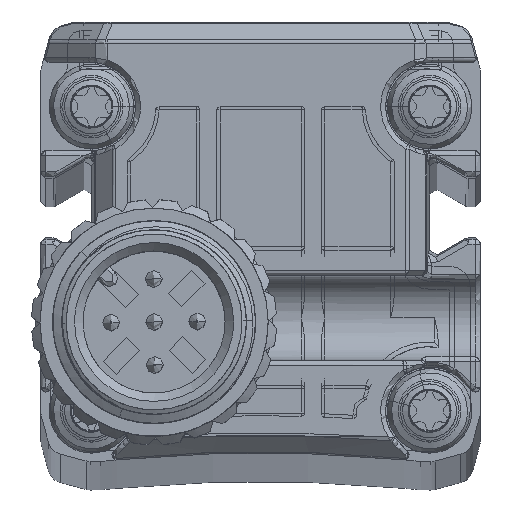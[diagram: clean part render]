
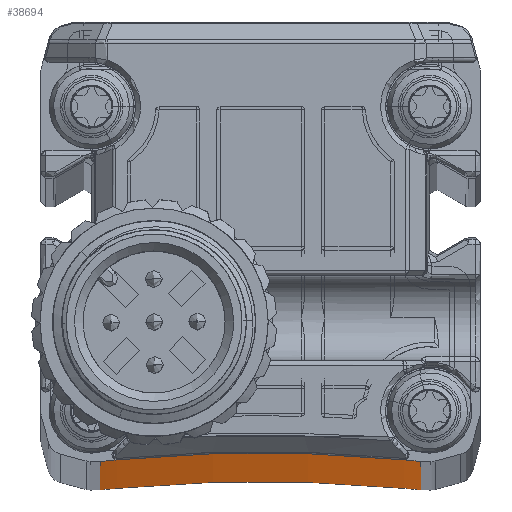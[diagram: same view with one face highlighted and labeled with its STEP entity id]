
A CAD part, top view. The second image highlights one B-rep face of the part: STEP entity #38694.
In plain terms, the highlighted cylindrical face has radius 90 mm (diameter 180 mm), a partial arc.
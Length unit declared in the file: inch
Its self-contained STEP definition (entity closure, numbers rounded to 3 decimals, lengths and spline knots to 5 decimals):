
#2214 = EDGE_CURVE ( 'NONE', #18827, #58095, #45213, .T. ) ;
#2988 = VERTEX_POINT ( 'NONE', #29224 ) ;
#4315 = VECTOR ( 'NONE', #25226, 39.37008 ) ;
#4605 = CIRCLE ( 'NONE', #17262, 3.54331 ) ;
#5448 = ORIENTED_EDGE ( 'NONE', *, *, #63254, .F. ) ;
#5710 = CARTESIAN_POINT ( 'NONE',  ( -0.37298, 0., 37.87402 ) ) ;
#7532 = VECTOR ( 'NONE', #47095, 39.37008 ) ;
#7713 = VERTEX_POINT ( 'NONE', #41223 ) ;
#7938 = DIRECTION ( 'NONE',  ( 1., 0., 0. ) ) ;
#8005 = EDGE_CURVE ( 'NONE', #65336, #53705, #24285, .T. ) ;
#8257 = EDGE_LOOP ( 'NONE', ( #23980, #44496, #37923, #10718, #56644, #48281, #5448, #63924, #61427, #23516, #18649, #10726 ) ) ;
#8267 = EDGE_CURVE ( 'NONE', #42433, #44110, #4605, .T. ) ;
#9229 = DIRECTION ( 'NONE',  ( 1., 0., 0. ) ) ;
#10718 = ORIENTED_EDGE ( 'NONE', *, *, #8267, .F. ) ;
#10726 = ORIENTED_EDGE ( 'NONE', *, *, #2214, .F. ) ;
#11373 = CARTESIAN_POINT ( 'NONE',  ( 0.37298, 0., 37.87402 ) ) ;
#11543 = LINE ( 'NONE', #11901, #40643 ) ;
#11901 = CARTESIAN_POINT ( 'NONE',  ( -0.33352, 0.00395, 0.33402 ) ) ;
#12929 = DIRECTION ( 'NONE',  ( 1., 0., 0. ) ) ;
#13582 = LINE ( 'NONE', #25129, #7532 ) ;
#13650 = CARTESIAN_POINT ( 'NONE',  ( 0., -3.52362, -0.07087 ) ) ;
#13937 = VECTOR ( 'NONE', #43808, 39.37008 ) ;
#15422 = VECTOR ( 'NONE', #49967, 39.37008 ) ;
#15544 = CARTESIAN_POINT ( 'NONE',  ( -0.33352, 0.00395, -0.07087 ) ) ;
#15819 = CARTESIAN_POINT ( 'NONE',  ( 0., -3.52362, -0.07087 ) ) ;
#17262 = AXIS2_PLACEMENT_3D ( 'NONE', #52826, #69783, #9229 ) ;
#18649 = ORIENTED_EDGE ( 'NONE', *, *, #20053, .F. ) ;
#18827 = VERTEX_POINT ( 'NONE', #38691 ) ;
#19148 = VERTEX_POINT ( 'NONE', #15544 ) ;
#19365 = EDGE_CURVE ( 'NONE', #19148, #58857, #61271, .T. ) ;
#19459 = LINE ( 'NONE', #40712, #4315 ) ;
#20053 = EDGE_CURVE ( 'NONE', #58095, #65336, #60024, .T. ) ;
#20163 = DIRECTION ( 'NONE',  ( 0., 0., -1. ) ) ;
#21213 = DIRECTION ( 'NONE',  ( 0., 0., 1. ) ) ;
#22853 = VERTEX_POINT ( 'NONE', #42130 ) ;
#23516 = ORIENTED_EDGE ( 'NONE', *, *, #8005, .F. ) ;
#23980 = ORIENTED_EDGE ( 'NONE', *, *, #63420, .F. ) ;
#24285 = CIRCLE ( 'NONE', #33507, 3.54331 ) ;
#25037 = EDGE_CURVE ( 'NONE', #58857, #42433, #33763, .T. ) ;
#25129 = CARTESIAN_POINT ( 'NONE',  ( -0.33352, 0.00395, 37.79528 ) ) ;
#25158 = FACE_OUTER_BOUND ( 'NONE', #8257, .T. ) ;
#25226 = DIRECTION ( 'NONE',  ( 0., 0., -1. ) ) ;
#27317 = EDGE_CURVE ( 'NONE', #22853, #66789, #42019, .T. ) ;
#29224 = CARTESIAN_POINT ( 'NONE',  ( 0.33352, 0.00395, 38.00163 ) ) ;
#29579 = CARTESIAN_POINT ( 'NONE',  ( 0., -3.52362, 37.87402 ) ) ;
#32590 = AXIS2_PLACEMENT_3D ( 'NONE', #29579, #58024, #7938 ) ;
#33507 = AXIS2_PLACEMENT_3D ( 'NONE', #15819, #21213, #71272 ) ;
#33674 = AXIS2_PLACEMENT_3D ( 'NONE', #13650, #35293, #12929 ) ;
#33763 = LINE ( 'NONE', #60452, #15422 ) ;
#33781 = EDGE_CURVE ( 'NONE', #44110, #7713, #13582, .T. ) ;
#35293 = DIRECTION ( 'NONE',  ( 0., 0., 1. ) ) ;
#36482 = CARTESIAN_POINT ( 'NONE',  ( -0.33352, 0.00395, 37.87402 ) ) ;
#37923 = ORIENTED_EDGE ( 'NONE', *, *, #33781, .F. ) ;
#38691 = CARTESIAN_POINT ( 'NONE',  ( 0.33352, 0.00395, 37.87402 ) ) ;
#38694 = ADVANCED_FACE ( 'NONE', ( #25158 ), #69073, .F. ) ;
#39060 = EDGE_CURVE ( 'NONE', #53705, #22853, #19459, .T. ) ;
#39852 = DIRECTION ( 'NONE',  ( 0., 0., 1. ) ) ;
#40643 = VECTOR ( 'NONE', #56193, 39.37008 ) ;
#40712 = CARTESIAN_POINT ( 'NONE',  ( 0.33352, 0.00395, 37.79528 ) ) ;
#40904 = DIRECTION ( 'NONE',  ( 1., 0., 0. ) ) ;
#41223 = CARTESIAN_POINT ( 'NONE',  ( -0.33352, 0.00395, 38.00163 ) ) ;
#41435 = CARTESIAN_POINT ( 'NONE',  ( -0.33352, 0.00395, -0.09907 ) ) ;
#41843 = VECTOR ( 'NONE', #20163, 39.37008 ) ;
#42019 = CIRCLE ( 'NONE', #67298, 3.54331 ) ;
#42130 = CARTESIAN_POINT ( 'NONE',  ( 0.33352, 0.00395, -0.09907 ) ) ;
#42269 = AXIS2_PLACEMENT_3D ( 'NONE', #53589, #52860, #65460 ) ;
#42433 = VERTEX_POINT ( 'NONE', #5710 ) ;
#43808 = DIRECTION ( 'NONE',  ( 0., 0., -1. ) ) ;
#44110 = VERTEX_POINT ( 'NONE', #36482 ) ;
#44496 = ORIENTED_EDGE ( 'NONE', *, *, #48943, .F. ) ;
#45213 = CIRCLE ( 'NONE', #32590, 3.54331 ) ;
#45938 = CARTESIAN_POINT ( 'NONE',  ( 0., -3.52362, 38.00163 ) ) ;
#46308 = CARTESIAN_POINT ( 'NONE',  ( 0., -3.52362, -0.09907 ) ) ;
#47095 = DIRECTION ( 'NONE',  ( 0., 0., 1. ) ) ;
#48281 = ORIENTED_EDGE ( 'NONE', *, *, #19365, .F. ) ;
#48815 = CIRCLE ( 'NONE', #51097, 3.54331 ) ;
#48943 = EDGE_CURVE ( 'NONE', #7713, #2988, #48815, .T. ) ;
#49967 = DIRECTION ( 'NONE',  ( 0., 0., 1. ) ) ;
#51097 = AXIS2_PLACEMENT_3D ( 'NONE', #45938, #63213, #40904 ) ;
#52756 = CARTESIAN_POINT ( 'NONE',  ( -0.37298, 0., -0.07087 ) ) ;
#52826 = CARTESIAN_POINT ( 'NONE',  ( 0., -3.52362, 37.87402 ) ) ;
#52860 = DIRECTION ( 'NONE',  ( 0., 0., 1. ) ) ;
#53589 = CARTESIAN_POINT ( 'NONE',  ( 0., -3.52362, 37.79528 ) ) ;
#53705 = VERTEX_POINT ( 'NONE', #70241 ) ;
#56193 = DIRECTION ( 'NONE',  ( 0., 0., 1. ) ) ;
#56644 = ORIENTED_EDGE ( 'NONE', *, *, #25037, .F. ) ;
#58024 = DIRECTION ( 'NONE',  ( 0., 0., -1. ) ) ;
#58095 = VERTEX_POINT ( 'NONE', #11373 ) ;
#58857 = VERTEX_POINT ( 'NONE', #52756 ) ;
#60024 = LINE ( 'NONE', #65426, #13937 ) ;
#60452 = CARTESIAN_POINT ( 'NONE',  ( -0.37298, 0., 37.79528 ) ) ;
#61271 = CIRCLE ( 'NONE', #33674, 3.54331 ) ;
#61427 = ORIENTED_EDGE ( 'NONE', *, *, #39060, .F. ) ;
#63213 = DIRECTION ( 'NONE',  ( 0., 0., -1. ) ) ;
#63254 = EDGE_CURVE ( 'NONE', #66789, #19148, #11543, .T. ) ;
#63420 = EDGE_CURVE ( 'NONE', #2988, #18827, #69495, .T. ) ;
#63924 = ORIENTED_EDGE ( 'NONE', *, *, #27317, .F. ) ;
#65179 = CARTESIAN_POINT ( 'NONE',  ( 0.33352, 0.00395, 37.79528 ) ) ;
#65336 = VERTEX_POINT ( 'NONE', #66272 ) ;
#65426 = CARTESIAN_POINT ( 'NONE',  ( 0.37298, 0., 37.79528 ) ) ;
#65460 = DIRECTION ( 'NONE',  ( 1., 0., 0. ) ) ;
#66272 = CARTESIAN_POINT ( 'NONE',  ( 0.37298, 0., -0.07087 ) ) ;
#66789 = VERTEX_POINT ( 'NONE', #41435 ) ;
#67298 = AXIS2_PLACEMENT_3D ( 'NONE', #46308, #39852, #68271 ) ;
#68271 = DIRECTION ( 'NONE',  ( -0.519, 0.855, 0. ) ) ;
#69073 = CYLINDRICAL_SURFACE ( 'NONE', #42269, 3.54331 ) ;
#69495 = LINE ( 'NONE', #65179, #41843 ) ;
#69783 = DIRECTION ( 'NONE',  ( 0., 0., -1. ) ) ;
#70241 = CARTESIAN_POINT ( 'NONE',  ( 0.33352, 0.00395, -0.07087 ) ) ;
#71272 = DIRECTION ( 'NONE',  ( 1., 0., 0. ) ) ;
